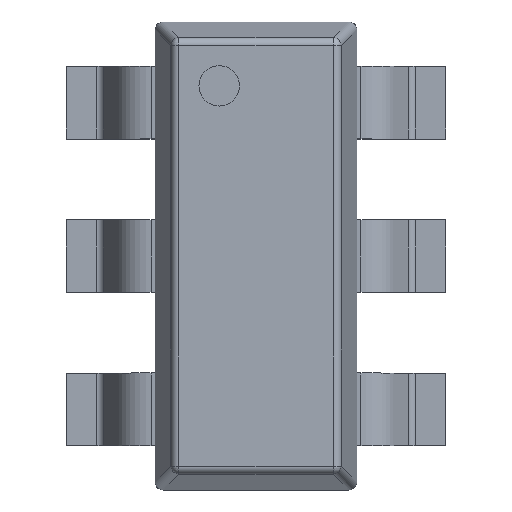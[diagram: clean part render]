
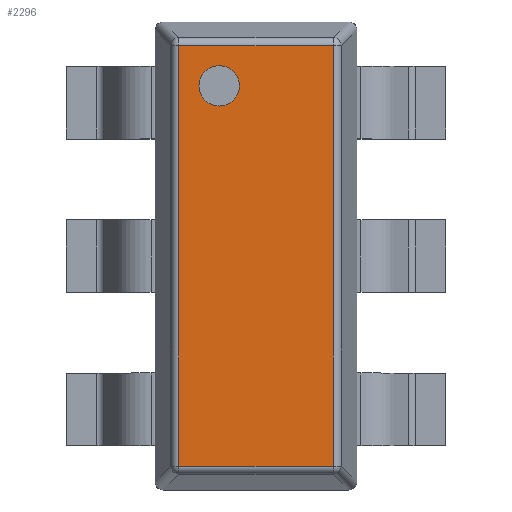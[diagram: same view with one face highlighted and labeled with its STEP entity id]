
A CAD part, top view. The second image highlights one B-rep face of the part: STEP entity #2296.
In plain terms, the highlighted planar face has unit normal (0, 0, 1).
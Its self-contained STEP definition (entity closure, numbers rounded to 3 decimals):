
#47=LINE('',#3421,#287);
#51=LINE('',#3434,#291);
#55=LINE('',#3443,#295);
#59=LINE('',#3449,#299);
#287=VECTOR('',#2736,2.606);
#291=VECTOR('',#2752,0.956);
#295=VECTOR('',#2762,2.606);
#299=VECTOR('',#2770,0.956);
#534=PLANE('',#2476);
#602=FACE_BOUND('',#770,.T.);
#640=FACE_OUTER_BOUND('',#769,.T.);
#769=EDGE_LOOP('',(#1658,#1659,#1660,#1661));
#770=EDGE_LOOP('',(#1662));
#862=CIRCLE('',#2391,0.125);
#936=VERTEX_POINT('',#3313);
#973=VERTEX_POINT('',#3399);
#976=VERTEX_POINT('',#3406);
#979=VERTEX_POINT('',#3413);
#982=VERTEX_POINT('',#3426);
#1150=EDGE_CURVE('',#936,#936,#862,.T.);
#1199=EDGE_CURVE('',#979,#973,#47,.T.);
#1206=EDGE_CURVE('',#982,#979,#51,.T.);
#1211=EDGE_CURVE('',#976,#982,#55,.T.);
#1215=EDGE_CURVE('',#973,#976,#59,.T.);
#1658=ORIENTED_EDGE('',*,*,#1199,.F.);
#1659=ORIENTED_EDGE('',*,*,#1206,.F.);
#1660=ORIENTED_EDGE('',*,*,#1211,.F.);
#1661=ORIENTED_EDGE('',*,*,#1215,.F.);
#1662=ORIENTED_EDGE('',*,*,#1150,.T.);
#2296=ADVANCED_FACE('',(#640,#602),#534,.T.);
#2391=AXIS2_PLACEMENT_3D('',#3314,#2621,#2622);
#2476=AXIS2_PLACEMENT_3D('',#3530,#2852,#2853);
#2621=DIRECTION('center_axis',(0.,0.,-1.));
#2622=DIRECTION('ref_axis',(1.,0.,0.));
#2736=DIRECTION('',(0.,1.,0.));
#2752=DIRECTION('',(-1.,0.,0.));
#2762=DIRECTION('',(0.,-1.,0.));
#2770=DIRECTION('',(1.,0.,0.));
#2852=DIRECTION('center_axis',(0.,0.,1.));
#2853=DIRECTION('ref_axis',(1.,0.,0.));
#3313=CARTESIAN_POINT('',(-0.353,1.053,1.));
#3314=CARTESIAN_POINT('Origin',(-0.228,1.053,1.));
#3399=CARTESIAN_POINT('',(-0.478,1.303,1.));
#3406=CARTESIAN_POINT('',(0.478,1.303,1.));
#3413=CARTESIAN_POINT('',(-0.478,-1.303,1.));
#3421=CARTESIAN_POINT('',(-0.478,0.,1.));
#3426=CARTESIAN_POINT('',(0.478,-1.303,1.));
#3434=CARTESIAN_POINT('',(-0.469,-1.303,1.));
#3443=CARTESIAN_POINT('',(0.478,0.,1.));
#3449=CARTESIAN_POINT('',(-0.469,1.303,1.));
#3530=CARTESIAN_POINT('Origin',(-0.625,0.,1.));
